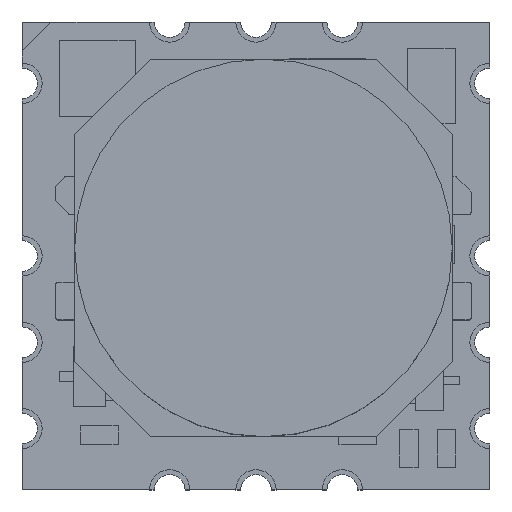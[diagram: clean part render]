
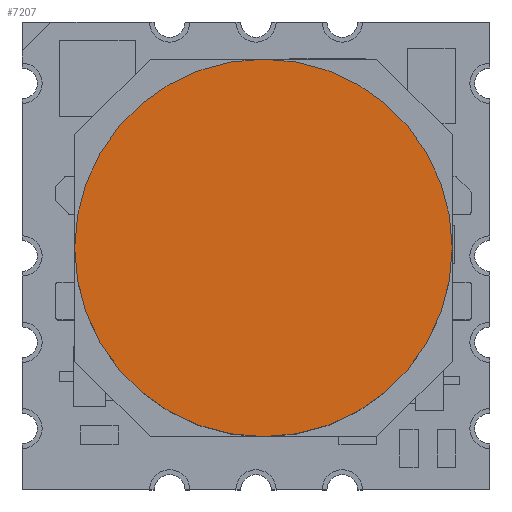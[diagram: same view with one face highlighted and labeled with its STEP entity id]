
A CAD part, top view. The second image highlights one B-rep face of the part: STEP entity #7207.
In plain terms, the highlighted planar face has unit normal (0, 0, 1).
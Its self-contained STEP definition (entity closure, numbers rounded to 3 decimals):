
#39=CIRCLE('',#7649,5.);
#374=FACE_OUTER_BOUND('',#724,.T.);
#724=EDGE_LOOP('',(#5159));
#3066=VERTEX_POINT('',#10787);
#3907=EDGE_CURVE('',#3066,#3066,#39,.T.);
#5159=ORIENTED_EDGE('',*,*,#3907,.T.);
#6539=PLANE('',#7648);
#7207=ADVANCED_FACE('',(#374),#6539,.F.);
#7648=AXIS2_PLACEMENT_3D('',#10786,#8727,#8728);
#7649=AXIS2_PLACEMENT_3D('',#10788,#8729,#8730);
#8727=DIRECTION('center_axis',(0.,0.,
-1.));
#8728=DIRECTION('ref_axis',(0.,-1.,0.));
#8729=DIRECTION('center_axis',(0.,0.,
1.));
#8730=DIRECTION('ref_axis',(0.,-1.,0.));
#10786=CARTESIAN_POINT('Origin',(0.2,0.2,7.27));
#10787=CARTESIAN_POINT('',(0.2,5.2,7.27));
#10788=CARTESIAN_POINT('Origin',(0.2,0.2,7.27));
